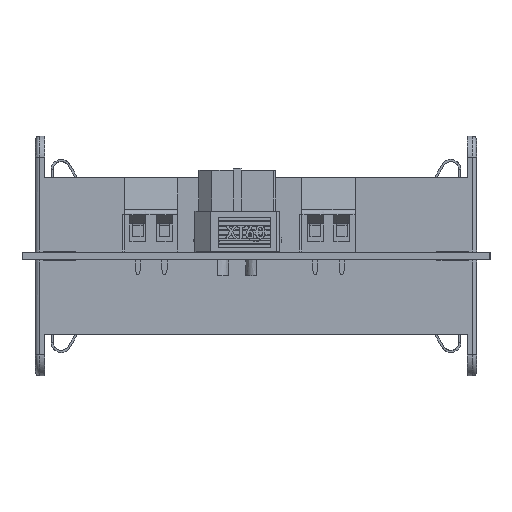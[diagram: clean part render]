
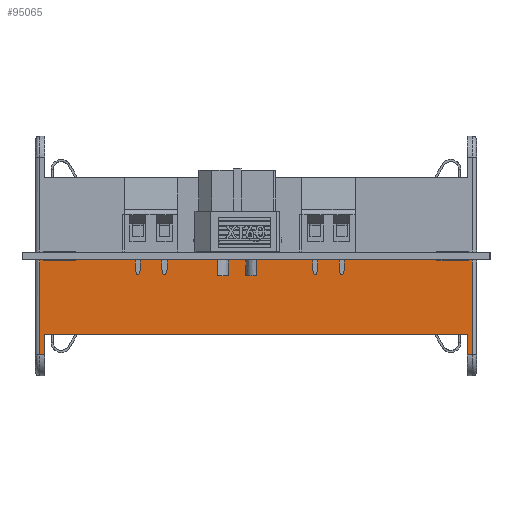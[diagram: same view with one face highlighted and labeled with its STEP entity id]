
A CAD part, left-side view. The second image highlights one B-rep face of the part: STEP entity #95065.
In plain terms, the highlighted free-form (B-spline) face has degree [1, 1] with [2, 2] control points.
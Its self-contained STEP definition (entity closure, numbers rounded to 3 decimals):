
#93444 = VERTEX_POINT('',#93445);
#93445 = CARTESIAN_POINT('',(-77.131,-43.713,
    -15.415));
#93450 = EDGE_CURVE('',#93444,#93451,#93453,.T.);
#93451 = VERTEX_POINT('',#93452);
#93452 = CARTESIAN_POINT('',(-77.131,43.713,
    -15.415));
#93453 = B_SPLINE_CURVE_WITH_KNOTS('',1,(#93454,#93455),.UNSPECIFIED.,
  .F.,.F.,(2,2),(-0.,79.4),.PIECEWISE_BEZIER_KNOTS.);
#93454 = CARTESIAN_POINT('',(-77.131,-43.713,
    -15.415));
#93455 = CARTESIAN_POINT('',(-77.131,43.713,
    -15.415));
#93963 = VERTEX_POINT('',#93964);
#93964 = CARTESIAN_POINT('',(-77.131,44.814,
    0.));
#93970 = EDGE_CURVE('',#93971,#93963,#93973,.T.);
#93971 = VERTEX_POINT('',#93972);
#93972 = CARTESIAN_POINT('',(-77.131,-44.814,
    0.));
#93973 = B_SPLINE_CURVE_WITH_KNOTS('',1,(#93974,#93975),.UNSPECIFIED.,
  .F.,.F.,(2,2),(0.,81.4),.PIECEWISE_BEZIER_KNOTS.);
#93974 = CARTESIAN_POINT('',(-77.131,-44.814,
    0.));
#93975 = CARTESIAN_POINT('',(-77.131,44.814,
    0.));
#95034 = VERTEX_POINT('',#95035);
#95035 = CARTESIAN_POINT('',(-77.131,-43.713,
    -19.599));
#95041 = EDGE_CURVE('',#95034,#93444,#95042,.T.);
#95042 = B_SPLINE_CURVE_WITH_KNOTS('',1,(#95043,#95044),.UNSPECIFIED.,
  .F.,.F.,(2,2),(0.,3.8),.PIECEWISE_BEZIER_KNOTS.);
#95043 = CARTESIAN_POINT('',(-77.131,-43.713,
    -19.599));
#95044 = CARTESIAN_POINT('',(-77.131,-43.713,
    -15.415));
#95065 = ADVANCED_FACE('',(#95066),#95102,.T.);
#95066 = FACE_BOUND('',#95067,.T.);
#95067 = EDGE_LOOP('',(#95068,#95075,#95076,#95083,#95090,#95095,#95096,
    #95097));
#95068 = ORIENTED_EDGE('',*,*,#95069,.F.);
#95069 = EDGE_CURVE('',#93971,#95070,#95072,.T.);
#95070 = VERTEX_POINT('',#95071);
#95071 = CARTESIAN_POINT('',(-77.131,-44.814,
    -19.599));
#95072 = B_SPLINE_CURVE_WITH_KNOTS('',1,(#95073,#95074),.UNSPECIFIED.,
  .F.,.F.,(2,2),(0.,17.8),.PIECEWISE_BEZIER_KNOTS.);
#95073 = CARTESIAN_POINT('',(-77.131,-44.814,
    0.));
#95074 = CARTESIAN_POINT('',(-77.131,-44.814,
    -19.599));
#95075 = ORIENTED_EDGE('',*,*,#93970,.T.);
#95076 = ORIENTED_EDGE('',*,*,#95077,.T.);
#95077 = EDGE_CURVE('',#93963,#95078,#95080,.T.);
#95078 = VERTEX_POINT('',#95079);
#95079 = CARTESIAN_POINT('',(-77.131,44.814,
    -19.599));
#95080 = B_SPLINE_CURVE_WITH_KNOTS('',1,(#95081,#95082),.UNSPECIFIED.,
  .F.,.F.,(2,2),(0.,17.8),.PIECEWISE_BEZIER_KNOTS.);
#95081 = CARTESIAN_POINT('',(-77.131,44.814,
    0.));
#95082 = CARTESIAN_POINT('',(-77.131,44.814,
    -19.599));
#95083 = ORIENTED_EDGE('',*,*,#95084,.F.);
#95084 = EDGE_CURVE('',#95085,#95078,#95087,.T.);
#95085 = VERTEX_POINT('',#95086);
#95086 = CARTESIAN_POINT('',(-77.131,43.713,
    -19.599));
#95087 = B_SPLINE_CURVE_WITH_KNOTS('',1,(#95088,#95089),.UNSPECIFIED.,
  .F.,.F.,(2,2),(0.,1.),.PIECEWISE_BEZIER_KNOTS.);
#95088 = CARTESIAN_POINT('',(-77.131,43.713,
    -19.599));
#95089 = CARTESIAN_POINT('',(-77.131,44.814,
    -19.599));
#95090 = ORIENTED_EDGE('',*,*,#95091,.F.);
#95091 = EDGE_CURVE('',#93451,#95085,#95092,.T.);
#95092 = B_SPLINE_CURVE_WITH_KNOTS('',1,(#95093,#95094),.UNSPECIFIED.,
  .F.,.F.,(2,2),(0.,3.8),.PIECEWISE_BEZIER_KNOTS.);
#95093 = CARTESIAN_POINT('',(-77.131,43.713,
    -15.415));
#95094 = CARTESIAN_POINT('',(-77.131,43.713,
    -19.599));
#95095 = ORIENTED_EDGE('',*,*,#93450,.F.);
#95096 = ORIENTED_EDGE('',*,*,#95041,.F.);
#95097 = ORIENTED_EDGE('',*,*,#95098,.F.);
#95098 = EDGE_CURVE('',#95070,#95034,#95099,.T.);
#95099 = B_SPLINE_CURVE_WITH_KNOTS('',1,(#95100,#95101),.UNSPECIFIED.,
  .F.,.F.,(2,2),(0.,1.),.PIECEWISE_BEZIER_KNOTS.);
#95100 = CARTESIAN_POINT('',(-77.131,-44.814,
    -19.599));
#95101 = CARTESIAN_POINT('',(-77.131,-43.713,
    -19.599));
#95102 = B_SPLINE_SURFACE_WITH_KNOTS('',1,1,(
    (#95103,#95104)
    ,(#95105,#95106
    )),.UNSPECIFIED.,.F.,.F.,.F.,(2,2),(2,2),(0.8,82.2),(
    0.,17.8),.PIECEWISE_BEZIER_KNOTS.);
#95103 = CARTESIAN_POINT('',(-77.131,-44.814,
    0.));
#95104 = CARTESIAN_POINT('',(-77.131,-44.814,
    -19.599));
#95105 = CARTESIAN_POINT('',(-77.131,44.814,
    0.));
#95106 = CARTESIAN_POINT('',(-77.131,44.814,
    -19.599));
